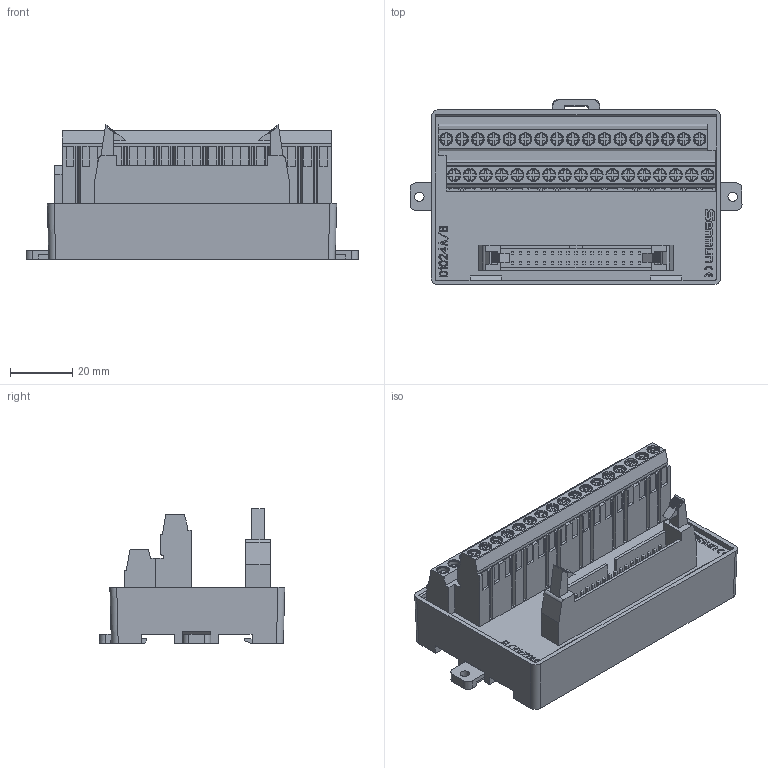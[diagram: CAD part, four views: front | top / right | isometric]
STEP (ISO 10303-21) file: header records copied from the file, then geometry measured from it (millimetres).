
FILE_DESCRIPTION(/* description */ (''),/* implementation_level */ '2;1');
FILE_NAME(/* name */ 'D1024A_B-E.stp',/* time_stamp */ '2024-08-08T09:17:55+08:00',/* author */ (''),/* organization */ (''),/* preprocessor_version */ 'ST-DEVELOPER v14',/* originating_system */ 'SIEMENS PLM Software NX 8.0',/* authorisation */ '');
FILE_SCHEMA (('AUTOMOTIVE_DESIGN { 1 0 10303 214 3 1 1 1 }'));
Length unit declared in the file: millimetre
Products named in the file (1): D1024A_B-E 3D_stp
Bounding box: 106.5 x 59.51 x 43.25 mm (x, y, z)
Volume: 112056.6 mm3; surface area: 30152.4 mm2
Topology: 3 solids, 3 shells, 1759 faces, 4604 edges, 3022 vertices
Faces by surface type: plane 1353, cylinder 173, torus 126, cone 92, extrusion 13, bspline 2
Full cylindrical faces by diameter (mm): 3 x2, 4.1 x10, 4.13 x10
Entity records: 56846 total; most frequent: CARTESIAN_POINT 12870, ORIENTED_EDGE 9114, DIRECTION 8237, EDGE_CURVE 4557, VECTOR 3585, LINE 3572, VERTEX_POINT 3009, AXIS2_PLACEMENT_3D 2326
